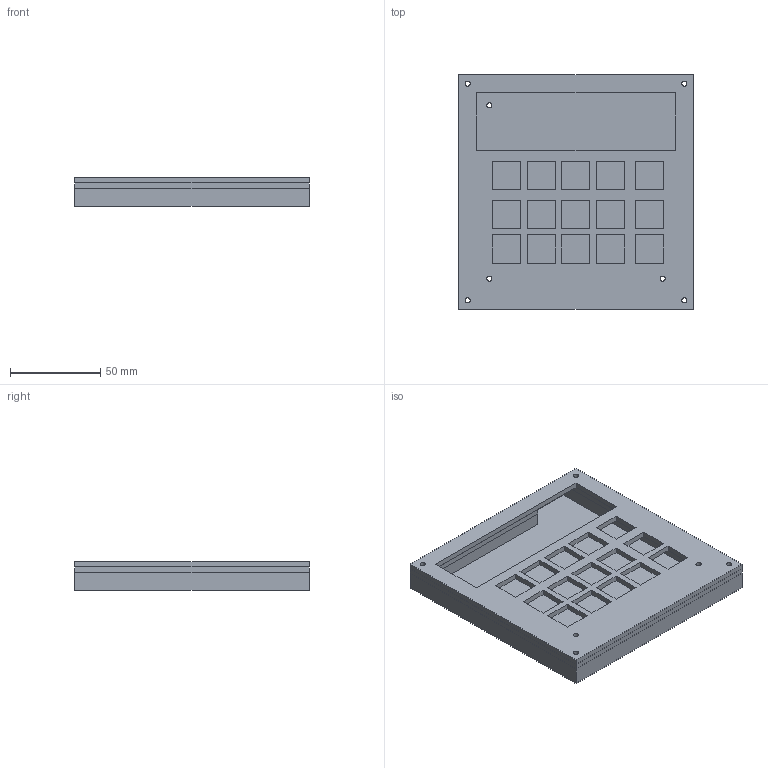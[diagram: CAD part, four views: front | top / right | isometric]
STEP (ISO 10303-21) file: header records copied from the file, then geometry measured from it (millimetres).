
FILE_DESCRIPTION(/* description */ ('STEP AP242','CAx-IF Rec.Pracs.---Representation and Presentation of Product Manufacturing Information (PMI)---4.0---2014-10-13','CAx-IF Rec.Pracs.---3D Tessellated Geometry---0.4---2014-09-14','2;1'),/* implementation_level */ '2;1');
FILE_NAME(/* name */ '671719a426191a6f52ed6dc5',/* time_stamp */ '2024-10-22T03:19:00Z',/* author */ (''),/* organization */ (''),/* preprocessor_version */ 'ST-DEVELOPER v20',/* originating_system */ ' ',/* authorisation */ ' ');
FILE_SCHEMA (('AP242_MANAGED_MODEL_BASED_3D_ENGINEERING_MIM_LF { 1 0 10303 442 1 1 4 }'));
Length unit declared in the file: metre
Products named in the file (4): Assembly 1 Copy 1; bottom; sides; top
Assembly tree (3 placements, depth 2):
  Assembly 1 Copy 1
    bottom
    sides
    top
Bounding box: 130 x 130 x 16 mm (x, y, z)
Volume: 124353.2 mm3; surface area: 78725.5 mm2
Topology: 3 solids, 3 shells, 111 faces, 315 edges, 210 vertices
Faces by surface type: plane 94, cylinder 17
Full cylindrical faces by diameter (mm): 2.9 x17
Entity records: 3706 total; most frequent: CARTESIAN_POINT 623, ORIENTED_EDGE 596, DIRECTION 562, EDGE_CURVE 298, LINE 264, VECTOR 264, VERTEX_POINT 210, EDGE_LOOP 194
